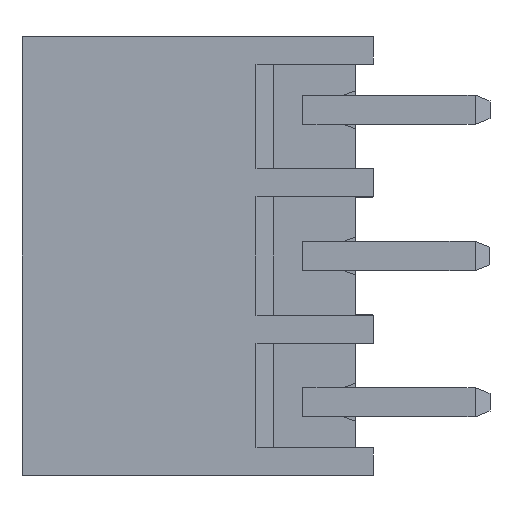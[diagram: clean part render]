
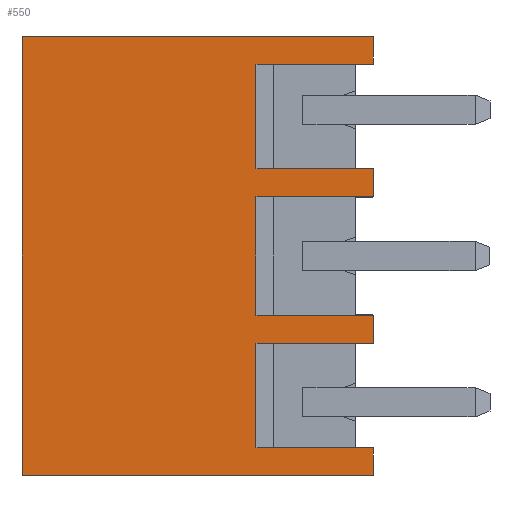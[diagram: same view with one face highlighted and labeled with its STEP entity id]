
A CAD part, front view. The second image highlights one B-rep face of the part: STEP entity #550.
In plain terms, the highlighted planar face has unit normal (0, -1, 0).
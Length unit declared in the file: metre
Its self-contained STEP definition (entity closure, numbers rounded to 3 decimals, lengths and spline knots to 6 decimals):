
#550=ADVANCED_FACE('',(#1143),#1144,.F.);
#1143=FACE_OUTER_BOUND('',#1778,.T.);
#1144=PLANE('',#1779);
#1778=EDGE_LOOP('',(#3385,#3386,#3387,#3388,#3389,#3390,#3391,#3392,#3393,#3394,#3395,#3396,#3397,#3398,#3399,#3400));
#1779=AXIS2_PLACEMENT_3D('',#3401,#3402,#3403);
#3385=ORIENTED_EDGE('',*,*,#4478,.T.);
#3386=ORIENTED_EDGE('',*,*,#4479,.T.);
#3387=ORIENTED_EDGE('',*,*,#4439,.F.);
#3388=ORIENTED_EDGE('',*,*,#4456,.T.);
#3389=ORIENTED_EDGE('',*,*,#4480,.T.);
#3390=ORIENTED_EDGE('',*,*,#4481,.F.);
#3391=ORIENTED_EDGE('',*,*,#4468,.F.);
#3392=ORIENTED_EDGE('',*,*,#4475,.F.);
#3393=ORIENTED_EDGE('',*,*,#4194,.T.);
#3394=ORIENTED_EDGE('',*,*,#4208,.T.);
#3395=ORIENTED_EDGE('',*,*,#4015,.F.);
#3396=ORIENTED_EDGE('',*,*,#4482,.T.);
#3397=ORIENTED_EDGE('',*,*,#3911,.T.);
#3398=ORIENTED_EDGE('',*,*,#3906,.T.);
#3399=ORIENTED_EDGE('',*,*,#4288,.F.);
#3400=ORIENTED_EDGE('',*,*,#3918,.F.);
#3401=CARTESIAN_POINT('',(-0.0118,0.0001,0.18862));
#3402=DIRECTION('',(0.,1.0,0.));
#3403=DIRECTION('',(1.0,0.0,0.));
#3906=EDGE_CURVE('',#4724,#4721,#4725,.T.);
#3911=EDGE_CURVE('',#4731,#4724,#4732,.T.);
#3918=EDGE_CURVE('',#4742,#4737,#4744,.T.);
#4015=EDGE_CURVE('',#4908,#4909,#4910,.T.);
#4194=EDGE_CURVE('',#5187,#5185,#5188,.T.);
#4208=EDGE_CURVE('',#5185,#4909,#5206,.T.);
#4288=EDGE_CURVE('',#4737,#4721,#5323,.T.);
#4439=EDGE_CURVE('',#5507,#5509,#5510,.T.);
#4456=EDGE_CURVE('',#5507,#5530,#5532,.T.);
#4468=EDGE_CURVE('',#5544,#5545,#5546,.T.);
#4475=EDGE_CURVE('',#5187,#5544,#5554,.T.);
#4478=EDGE_CURVE('',#4742,#5557,#5558,.T.);
#4479=EDGE_CURVE('',#5557,#5509,#5559,.T.);
#4480=EDGE_CURVE('',#5530,#5560,#5561,.T.);
#4481=EDGE_CURVE('',#5545,#5560,#5562,.T.);
#4482=EDGE_CURVE('',#4908,#4731,#5563,.T.);
#4721=VERTEX_POINT('',#5890);
#4724=VERTEX_POINT('',#5894);
#4725=LINE('',#5895,#5896);
#4731=VERTEX_POINT('',#5905);
#4732=LINE('',#5906,#5907);
#4737=VERTEX_POINT('',#5914);
#4742=VERTEX_POINT('',#5921);
#4744=LINE('',#5924,#5925);
#4908=VERTEX_POINT('',#6185);
#4909=VERTEX_POINT('',#6186);
#4910=LINE('',#6187,#6188);
#5185=VERTEX_POINT('',#6590);
#5187=VERTEX_POINT('',#6593);
#5188=LINE('',#6594,#6595);
#5206=LINE('',#6622,#6623);
#5323=LINE('',#6797,#6798);
#5507=VERTEX_POINT('',#7070);
#5509=VERTEX_POINT('',#7073);
#5510=LINE('',#7074,#7075);
#5530=VERTEX_POINT('',#7106);
#5532=LINE('',#7109,#7110);
#5544=VERTEX_POINT('',#7128);
#5545=VERTEX_POINT('',#7129);
#5546=LINE('',#7130,#7131);
#5554=LINE('',#7143,#7144);
#5557=VERTEX_POINT('',#7148);
#5558=LINE('',#7149,#7150);
#5559=LINE('',#7151,#7152);
#5560=VERTEX_POINT('',#7153);
#5561=LINE('',#7154,#7155);
#5562=LINE('',#7156,#7157);
#5563=LINE('',#7158,#7159);
#5890=CARTESIAN_POINT('',(-0.0038,0.0001,0.1873));
#5894=CARTESIAN_POINT('',(-0.0038,0.0001,0.18372));
#5895=CARTESIAN_POINT('',(-0.0038,0.0001,0.18854));
#5896=VECTOR('',#7350,1.0);
#5905=CARTESIAN_POINT('',(0.0002,0.0001,0.18372));
#5906=CARTESIAN_POINT('',(-0.0028,0.0001,0.18372));
#5907=VECTOR('',#7354,1.0);
#5914=CARTESIAN_POINT('',(0.0002,0.0001,0.1873));
#5921=CARTESIAN_POINT('',(0.0002,0.0001,0.18824));
#5924=CARTESIAN_POINT('',(0.0002,0.0001,0.18796));
#5925=VECTOR('',#7360,1.0);
#6185=CARTESIAN_POINT('',(0.0002,0.0001,0.18276));
#6186=CARTESIAN_POINT('',(-0.0038,0.0001,0.18276));
#6187=CARTESIAN_POINT('',(-0.0028,0.0001,0.18276));
#6188=VECTOR('',#7442,1.0);
#6590=CARTESIAN_POINT('',(-0.0038,0.0001,0.17872));
#6593=CARTESIAN_POINT('',(0.0002,0.0001,0.17872));
#6594=CARTESIAN_POINT('',(-0.0028,0.0001,0.17872));
#6595=VECTOR('',#7605,1.0);
#6622=CARTESIAN_POINT('',(-0.0038,0.0001,0.18354));
#6623=VECTOR('',#7615,1.0);
#6797=CARTESIAN_POINT('',(-0.0028,0.0001,0.1873));
#6798=VECTOR('',#7673,1.0);
#7070=CARTESIAN_POINT('',(0.0002,0.0001,0.17324));
#7073=CARTESIAN_POINT('',(-0.0118,0.0001,0.17324));
#7074=CARTESIAN_POINT('',(-0.0118,0.0001,0.17324));
#7075=VECTOR('',#7783,1.0);
#7106=CARTESIAN_POINT('',(0.0002,0.0001,0.17418));
#7109=CARTESIAN_POINT('',(0.0002,0.0001,0.17352));
#7110=VECTOR('',#7796,1.0);
#7128=CARTESIAN_POINT('',(0.0002,0.0001,0.17776));
#7129=CARTESIAN_POINT('',(-0.0038,0.0001,0.17776));
#7130=CARTESIAN_POINT('',(-0.0028,0.0001,0.17776));
#7131=VECTOR('',#7803,1.0);
#7143=CARTESIAN_POINT('',(0.0002,0.0001,0.17796));
#7144=VECTOR('',#7808,1.0);
#7148=CARTESIAN_POINT('',(-0.0118,0.0001,0.18824));
#7149=CARTESIAN_POINT('',(-0.0118,0.0001,0.18824));
#7150=VECTOR('',#7810,1.0);
#7151=CARTESIAN_POINT('',(-0.0118,0.0001,0.18358));
#7152=VECTOR('',#7811,1.0);
#7153=CARTESIAN_POINT('',(-0.0038,0.0001,0.17418));
#7154=CARTESIAN_POINT('',(-0.0028,0.0001,0.17418));
#7155=VECTOR('',#7812,1.0);
#7156=CARTESIAN_POINT('',(-0.0038,0.0001,0.17144));
#7157=VECTOR('',#7813,1.0);
#7158=CARTESIAN_POINT('',(0.0002,0.0001,0.18356));
#7159=VECTOR('',#7814,1.0);
#7350=DIRECTION('',(0.,0.,1.0));
#7354=DIRECTION('',(-1.0,0.,0.));
#7360=DIRECTION('',(0.,0.,-1.0));
#7442=DIRECTION('',(-1.0,0.,0.));
#7605=DIRECTION('',(-1.0,0.,0.));
#7615=DIRECTION('',(0.,0.,1.0));
#7673=DIRECTION('',(-1.0,0.,0.));
#7783=DIRECTION('',(-1.0,0.,0.));
#7796=DIRECTION('',(0.,0.,1.0));
#7803=DIRECTION('',(-1.0,0.,0.));
#7808=DIRECTION('',(0.,0.,-1.0));
#7810=DIRECTION('',(-1.0,0.,0.));
#7811=DIRECTION('',(0.,0.,-1.0));
#7812=DIRECTION('',(-1.0,0.,0.));
#7813=DIRECTION('',(0.,0.,-1.0));
#7814=DIRECTION('',(0.,0.,1.0));
